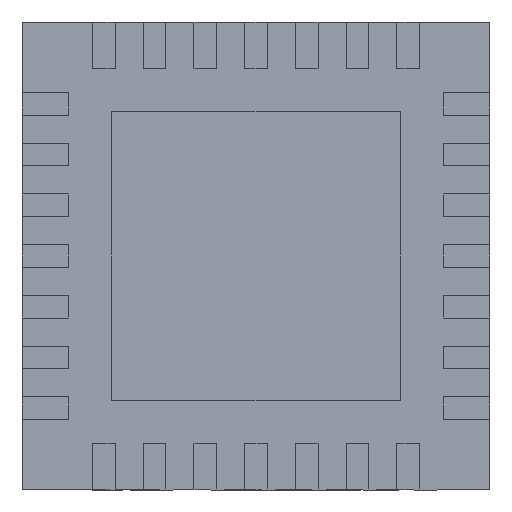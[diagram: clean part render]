
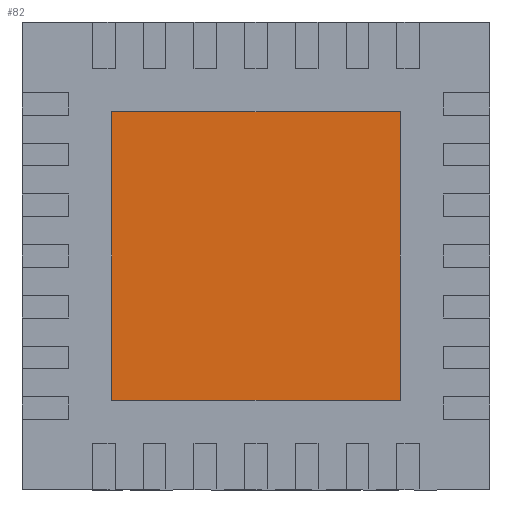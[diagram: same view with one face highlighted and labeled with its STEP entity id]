
A CAD part, front view. The second image highlights one B-rep face of the part: STEP entity #82.
In plain terms, the highlighted planar face has unit normal (0, -1, 0).
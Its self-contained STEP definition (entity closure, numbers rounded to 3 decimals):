
#82 = ADVANCED_FACE ( 'NONE', ( #6474 ), #4172, .T. ) ;
#850 = CARTESIAN_POINT ( 'NONE',  ( 1.85, 0., -1.85 ) ) ;
#1536 = CARTESIAN_POINT ( 'NONE',  ( 0., 0., 0. ) ) ;
#1561 = EDGE_CURVE ( 'NONE', #3565, #3672, #6101, .T. ) ;
#1989 = VERTEX_POINT ( 'NONE', #6952 ) ;
#1998 = VECTOR ( 'NONE', #2387, 1000. ) ;
#2387 = DIRECTION ( 'NONE',  ( 0., 0., 1. ) ) ;
#2634 = ORIENTED_EDGE ( 'NONE', *, *, #1561, .T. ) ;
#2665 = VECTOR ( 'NONE', #8470, 1000. ) ;
#3505 = ORIENTED_EDGE ( 'NONE', *, *, #3697, .T. ) ;
#3531 = EDGE_LOOP ( 'NONE', ( #2634, #4140, #3505, #6674 ) ) ;
#3565 = VERTEX_POINT ( 'NONE', #7599 ) ;
#3648 = VERTEX_POINT ( 'NONE', #850 ) ;
#3672 = VERTEX_POINT ( 'NONE', #6966 ) ;
#3697 = EDGE_CURVE ( 'NONE', #3648, #1989, #4741, .T. ) ;
#4140 = ORIENTED_EDGE ( 'NONE', *, *, #7728, .T. ) ;
#4160 = EDGE_CURVE ( 'NONE', #1989, #3565, #8040, .T. ) ;
#4172 = PLANE ( 'NONE',  #6518 ) ;
#4203 = DIRECTION ( 'NONE',  ( 0., 0., -1. ) ) ;
#4271 = DIRECTION ( 'NONE',  ( 0., -1., 0. ) ) ;
#4407 = VECTOR ( 'NONE', #5652, 1000. ) ;
#4450 = LINE ( 'NONE', #6353, #2665 ) ;
#4741 = LINE ( 'NONE', #7061, #1998 ) ;
#5652 = DIRECTION ( 'NONE',  ( 0., 0., -1. ) ) ;
#6101 = LINE ( 'NONE', #7095, #4407 ) ;
#6353 = CARTESIAN_POINT ( 'NONE',  ( 1.85, 0., -1.85 ) ) ;
#6474 = FACE_OUTER_BOUND ( 'NONE', #3531, .T. ) ;
#6518 = AXIS2_PLACEMENT_3D ( 'NONE', #1536, #4271, #4203 ) ;
#6674 = ORIENTED_EDGE ( 'NONE', *, *, #4160, .T. ) ;
#6952 = CARTESIAN_POINT ( 'NONE',  ( 1.85, 0., 1.85 ) ) ;
#6966 = CARTESIAN_POINT ( 'NONE',  ( -1.85, 0., -1.85 ) ) ;
#7061 = CARTESIAN_POINT ( 'NONE',  ( 1.85, 0., -1.85 ) ) ;
#7095 = CARTESIAN_POINT ( 'NONE',  ( -1.85, 0., -1.85 ) ) ;
#7122 = CARTESIAN_POINT ( 'NONE',  ( 1.85, 0., 1.85 ) ) ;
#7599 = CARTESIAN_POINT ( 'NONE',  ( -1.85, 0., 1.85 ) ) ;
#7728 = EDGE_CURVE ( 'NONE', #3672, #3648, #4450, .T. ) ;
#8040 = LINE ( 'NONE', #7122, #8596 ) ;
#8470 = DIRECTION ( 'NONE',  ( 1., 0., 0. ) ) ;
#8505 = DIRECTION ( 'NONE',  ( -1., 0., 0. ) ) ;
#8596 = VECTOR ( 'NONE', #8505, 1000. ) ;
